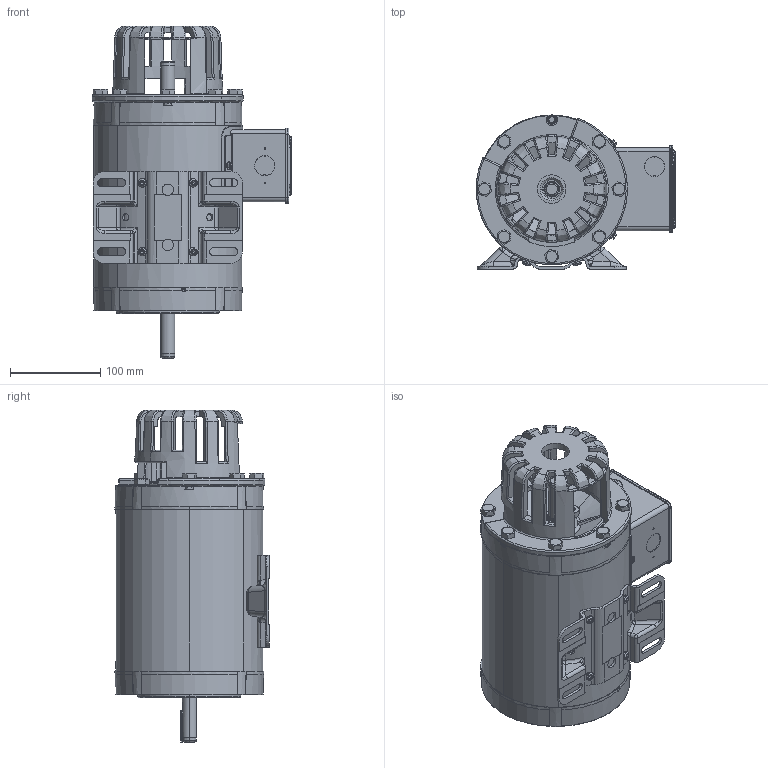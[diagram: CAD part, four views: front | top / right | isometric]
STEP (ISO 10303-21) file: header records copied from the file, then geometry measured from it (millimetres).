
FILE_DESCRIPTION (( 'STEP AP214' ), '1' );
FILE_NAME ('Y534-A772.STEP', '2022-01-13T15:35:45', ( '' ), ( '' ), 'SwSTEP 2.0', 'SolidWorks 2017', '' );
FILE_SCHEMA (( 'AUTOMOTIVE_DESIGN' ));
Length unit declared in the file: inch
Products named in the file (1): Y534-A772
Bounding box: 221 x 170.6 x 367.6 mm (x, y, z)
Volume: 981921.6 mm3; surface area: 619334.3 mm2
Topology: 40 solids, 40 shells, 3841 faces, 10088 edges, 6327 vertices
Faces by surface type: plane 1401, bspline 909, cylinder 898, cone 633
Entity records: 158405 total; most frequent: CARTESIAN_POINT 70600, ORIENTED_EDGE 20058, DIRECTION 16033, EDGE_CURVE 10029, VERTEX_POINT 6327, AXIS2_PLACEMENT_3D 6194, EDGE_LOOP 4104, ADVANCED_FACE 3841
